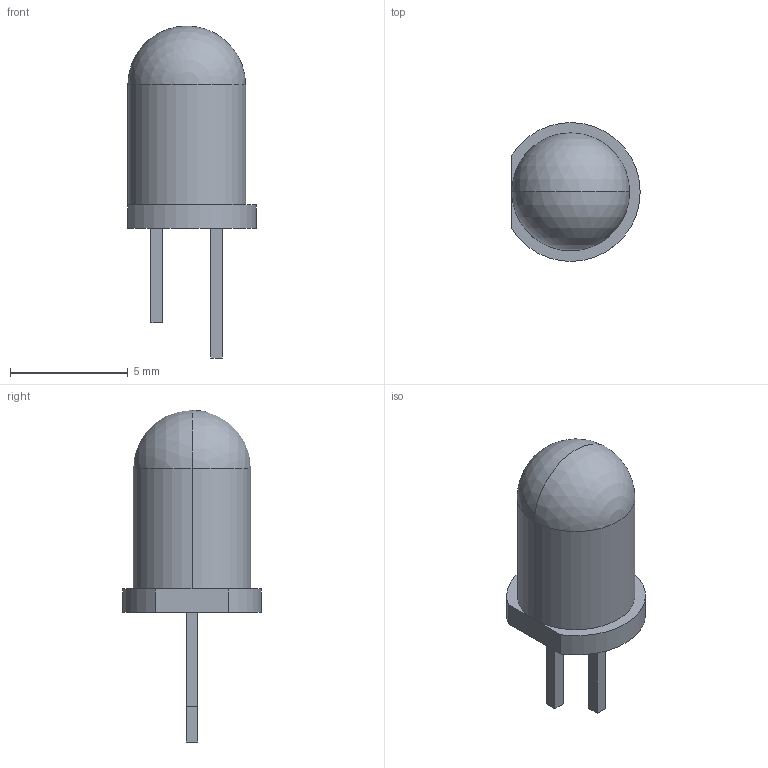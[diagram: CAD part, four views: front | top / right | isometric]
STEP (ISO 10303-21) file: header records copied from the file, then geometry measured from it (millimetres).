
FILE_DESCRIPTION (( 'STEP AP214' ), '1' );
FILE_NAME ('LED-TH_BD5.0-P2.54-RD.STEP', '2022-05-07T01:25:44', ( '' ), ( '' ), 'SwSTEP 2.0', 'SolidWorks 2020', '' );
FILE_SCHEMA (( 'AUTOMOTIVE_DESIGN' ));
Length unit declared in the file: millimetre
Products named in the file (1): LED-TH_BD5.0-P2.54-RD
Bounding box: 5.45 x 5.9 x 14.1 mm (x, y, z)
Volume: 161.6 mm3; surface area: 189.9 mm2
Topology: 1 solids, 1 shells, 25 faces, 95 edges, 79 vertices
Faces by surface type: plane 20, cylinder 3, sphere 2
Entity records: 1447 total; most frequent: CARTESIAN_POINT 390, ORIENTED_EDGE 182, DIRECTION 137, EDGE_CURVE 91, VERTEX_POINT 77, LINE 69, VECTOR 69, AXIS2_PLACEMENT_3D 34
